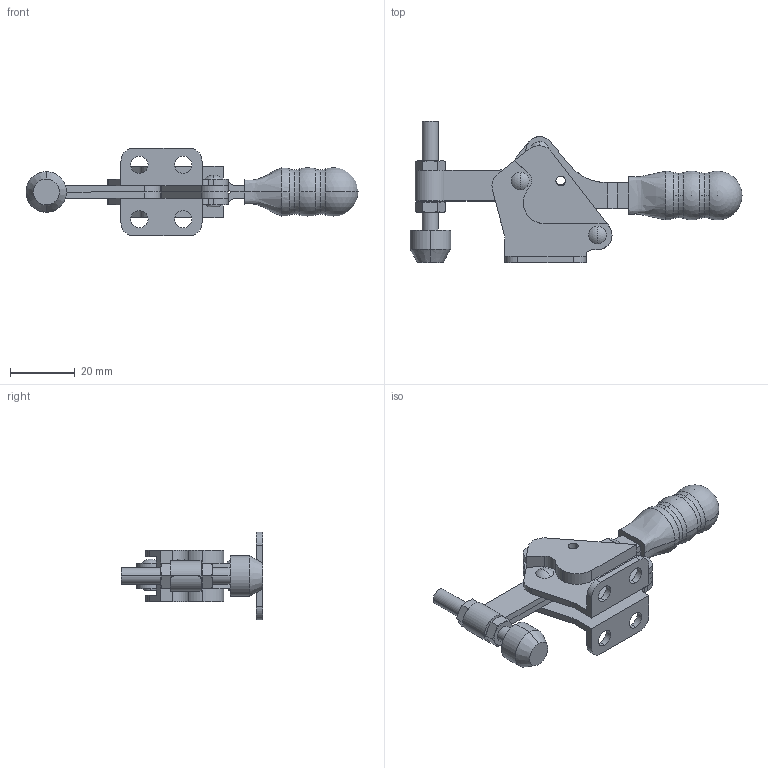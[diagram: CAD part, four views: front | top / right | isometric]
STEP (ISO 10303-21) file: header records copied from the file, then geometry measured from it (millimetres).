
FILE_DESCRIPTION (( 'STEP AP214' ), '1' );
FILE_NAME ('GH-20752-C(Â²¤Æ).STEP', '2020-07-14T00:35:02', ( 'LinWei' ), ( '' ), 'SwSTEP 2.0', 'SolidWorks 2016', '' );
FILE_SCHEMA (( 'AUTOMOTIVE_DESIGN' ));
Length unit declared in the file: millimetre
Products named in the file (6): Group5^GH-20752-C(簡化); Group4^GH-20752-C(簡化); Group3^GH-20752-C(簡化); Group2^GH-20752-C(簡化); Group1^GH-20752-C(簡化); GH-20752-C(簡化)
Assembly tree (5 placements, depth 2):
  GH-20752-C(簡化)
    Group1^GH-20752-C(簡化)
    Group2^GH-20752-C(簡化)
    Group3^GH-20752-C(簡化)
    Group4^GH-20752-C(簡化)
    Group5^GH-20752-C(簡化)
Bounding box: 102.3 x 43.54 x 27 mm (x, y, z)
Volume: 16095.7 mm3; surface area: 12897.4 mm2
Topology: 5 solids, 5 shells, 270 faces, 698 edges, 448 vertices
Faces by surface type: cylinder 112, plane 100, cone 26, torus 16, sphere 14, bspline 2
Entity records: 10190 total; most frequent: CARTESIAN_POINT 2694, DIRECTION 1482, ORIENTED_EDGE 1368, EDGE_CURVE 684, AXIS2_PLACEMENT_3D 584, VERTEX_POINT 440, EDGE_LOOP 320, VECTOR 314
